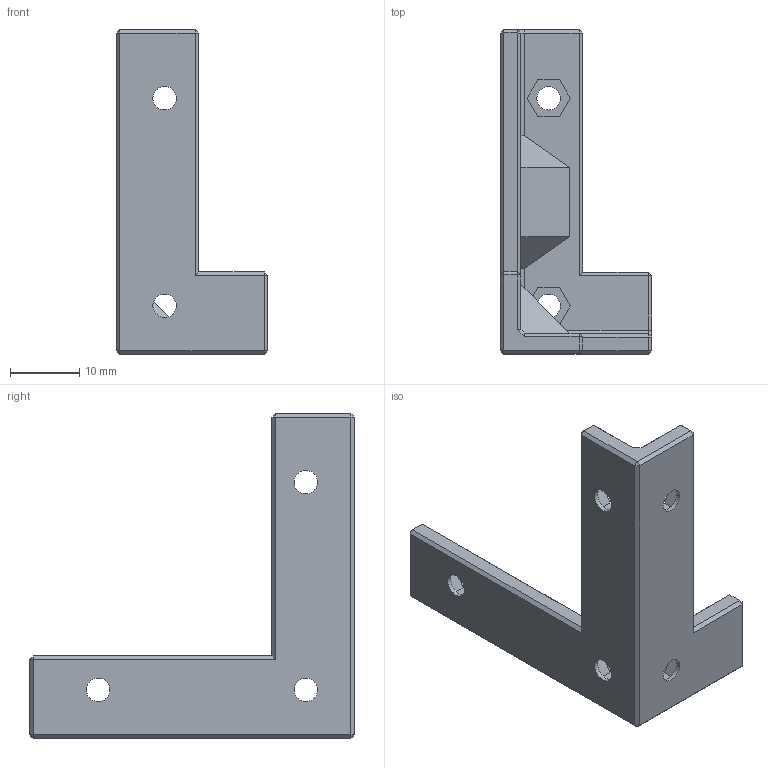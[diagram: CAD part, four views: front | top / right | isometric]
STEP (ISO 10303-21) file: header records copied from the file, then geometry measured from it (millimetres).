
FILE_DESCRIPTION(('FreeCAD Model'),'2;1');
FILE_NAME('Open CASCADE Shape Model','2023-10-14T13:31:43',(''),(''), 'Open CASCADE STEP processor 7.6','FreeCAD','Unknown');
FILE_SCHEMA(('AUTOMOTIVE_DESIGN { 1 0 10303 214 1 1 1 1 }'));
Length unit declared in the file: millimetre
Products named in the file (1): P0173-09-a_Eckverbinder_50_50_25
Bounding box: 21.9 x 46.9 x 46.9 mm (x, y, z)
Volume: 6082 mm3; surface area: 4693.9 mm2
Topology: 1 solids, 1 shells, 331 faces, 858 edges, 551 vertices
Faces by surface type: plane 172, extrusion 152, cylinder 7
Full cylindrical faces by diameter (mm): 3.4 x7
Entity records: 21330 total; most frequent: CARTESIAN_POINT 4977, DIRECTION 2492, VECTOR 2090, LINE 1938, ORIENTED_EDGE 1716, PCURVE 1716, DEFINITIONAL_REPRESENTATION 1716, EDGE_CURVE 858
